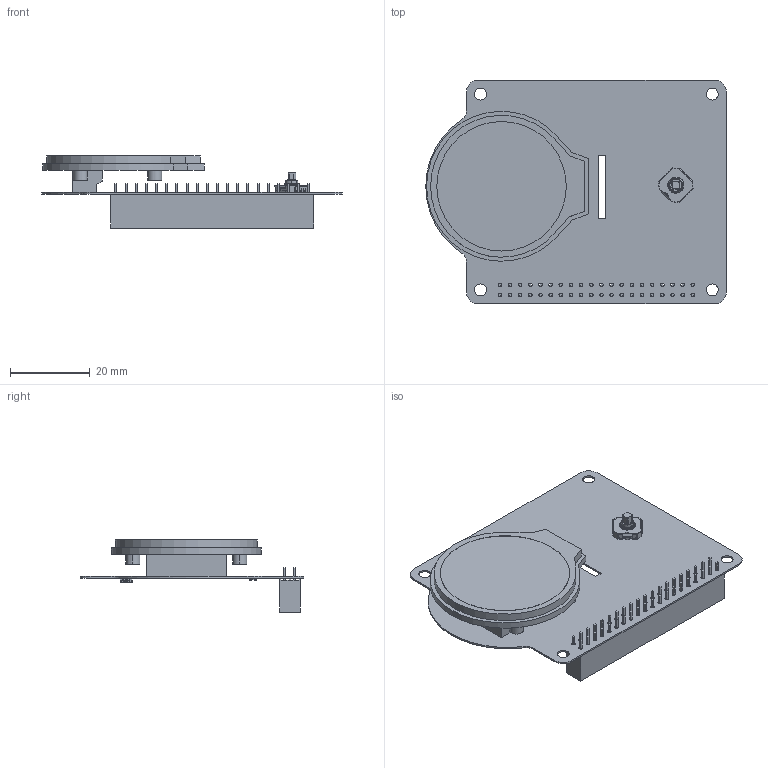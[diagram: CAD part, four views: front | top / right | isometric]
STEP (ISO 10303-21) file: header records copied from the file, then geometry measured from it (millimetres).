
FILE_DESCRIPTION(('Open CASCADE Model'),'2;1');
FILE_NAME('Open CASCADE Shape Model','2022-12-07T17:11:53',('Author'),( 'Open CASCADE'),'Open CASCADE STEP processor 7.5','Open CASCADE 7.5' ,'Unknown');
FILE_SCHEMA(('AUTOMOTIVE_DESIGN { 1 0 10303 214 1 1 1 1 }'));
Length unit declared in the file: millimetre
Products named in the file (27): PCB; Board; Open CASCADE STEP translator 7.5 1.1.1; U1; SKRHABE010; TR1; User Library-SOT95P240X110-3M[SOT23-3_TO-236AB]; R10; SW3DPS-RESISTOR 0603-DEFAULT; R9; R7; R6; R5; R4; R3; R2; R1; DIS1; 0508; CN1; User Library-PBD2_54-40; C6; C5; C4; C3; C2; C1
Assembly tree (40 placements, depth 3):
  PCB
    Board
      Open CASCADE STEP translator 7.5 1.1.1
    U1
      SKRHABE010
    TR1
      User Library-SOT95P240X110-3M[SOT23-3_TO-236AB]
    R10
      SW3DPS-RESISTOR 0603-DEFAULT
    R9
      SW3DPS-RESISTOR 0603-DEFAULT
    R7
      SW3DPS-RESISTOR 0603-DEFAULT
    R6
      SW3DPS-RESISTOR 0603-DEFAULT
    R5
      SW3DPS-RESISTOR 0603-DEFAULT
    R4
      SW3DPS-RESISTOR 0603-DEFAULT
    R3
      SW3DPS-RESISTOR 0603-DEFAULT
    R2
      SW3DPS-RESISTOR 0603-DEFAULT
    R1
      SW3DPS-RESISTOR 0603-DEFAULT
    DIS1
      0508
    CN1
      User Library-PBD2_54-40
    C6
      SW3DPS-RESISTOR 0603-DEFAULT
    C5
      SW3DPS-RESISTOR 0603-DEFAULT
    C4
      SW3DPS-RESISTOR 0603-DEFAULT
    C3
      SW3DPS-RESISTOR 0603-DEFAULT
    C2
      SW3DPS-RESISTOR 0603-DEFAULT
    C1
      SW3DPS-RESISTOR 0603-DEFAULT
Bounding box: 75.17 x 56.01 x 18.05 mm (x, y, z)
Volume: 8142.2 mm3; surface area: 14572.1 mm2
Topology: 60 solids, 60 shells, 1495 faces, 3633 edges, 2308 vertices
Faces by surface type: plane 1168, cylinder 188, bspline 119, cone 12, sphere 8
Full cylindrical faces by diameter (mm): 0.9 x41, 1.2 x1, 3 x4
Entity records: 50748 total; most frequent: CARTESIAN_POINT 13482, ORIENTED_EDGE 6242, DIRECTION 5649, EDGE_CURVE 3121, LINE 2491, VECTOR 2491, VERTEX_POINT 1972, AXIS2_PLACEMENT_3D 1579
